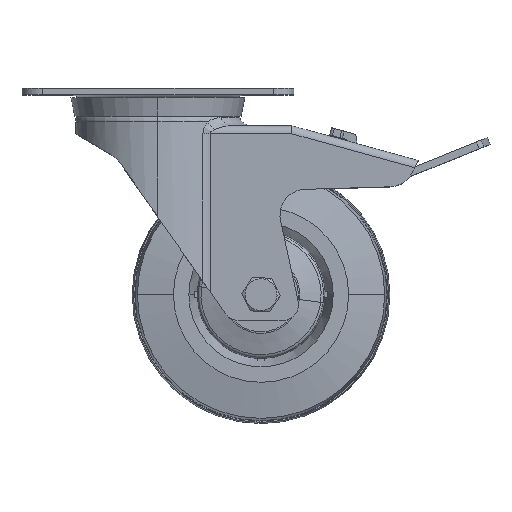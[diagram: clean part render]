
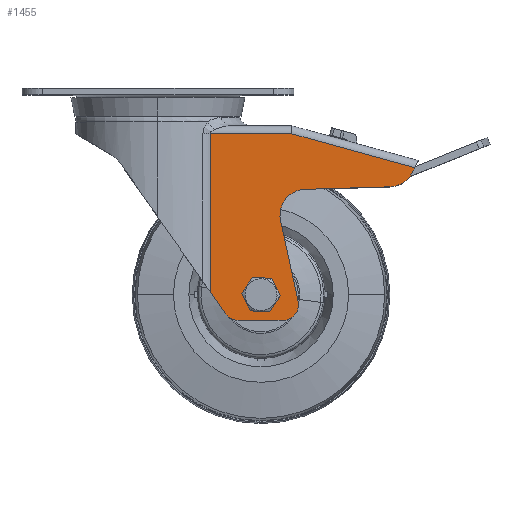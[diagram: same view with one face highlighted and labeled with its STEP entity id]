
A CAD part, top view. The second image highlights one B-rep face of the part: STEP entity #1455.
In plain terms, the highlighted planar face has unit normal (0, 0, 1).
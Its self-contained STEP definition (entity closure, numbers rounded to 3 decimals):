
#89 = CIRCLE ( 'NONE', #13658, 4.3 ) ;
#97 = DIRECTION ( 'NONE',  ( 0., -1., 0. ) ) ;
#370 = LINE ( 'NONE', #14072, #8082 ) ;
#426 = LINE ( 'NONE', #12711, #15647 ) ;
#427 = CARTESIAN_POINT ( 'NONE',  ( 79.8, -69.151, 26. ) ) ;
#668 = CIRCLE ( 'NONE', #6074, 10. ) ;
#691 = DIRECTION ( 'NONE',  ( 0., -1., 0. ) ) ;
#727 = DIRECTION ( 'NONE',  ( 0., -1., 0. ) ) ;
#1041 = CARTESIAN_POINT ( 'NONE',  ( 40., -78.75, 26. ) ) ;
#1167 = VECTOR ( 'NONE', #6404, 1000. ) ;
#1278 = ORIENTED_EDGE ( 'NONE', *, *, #6511, .T. ) ;
#1311 = CARTESIAN_POINT ( 'NONE',  ( 89.73, -26.93, 26. ) ) ;
#1384 = EDGE_LOOP ( 'NONE', ( #5111, #1739 ) ) ;
#1455 = ADVANCED_FACE ( 'NONE', ( #11058, #10024 ), #14874, .T. ) ;
#1494 = CARTESIAN_POINT ( 'NONE',  ( 57.041, -37.896, 26. ) ) ;
#1614 = VERTEX_POINT ( 'NONE', #11694 ) ;
#1730 = CARTESIAN_POINT ( 'NONE',  ( 36.313, 1.631, 26. ) ) ;
#1739 = ORIENTED_EDGE ( 'NONE', *, *, #13632, .F. ) ;
#1915 = ORIENTED_EDGE ( 'NONE', *, *, #14848, .T. ) ;
#1919 = AXIS2_PLACEMENT_3D ( 'NONE', #10702, #6943, #14274 ) ;
#1922 = CIRCLE ( 'NONE', #7109, 4.3 ) ;
#2026 = CARTESIAN_POINT ( 'NONE',  ( 35.7, -78.75, 26. ) ) ;
#2146 = AXIS2_PLACEMENT_3D ( 'NONE', #7739, #2975, #5381 ) ;
#2161 = VECTOR ( 'NONE', #7846, 1000. ) ;
#2175 = VERTEX_POINT ( 'NONE', #9510 ) ;
#2466 = VERTEX_POINT ( 'NONE', #6708 ) ;
#2563 = ORIENTED_EDGE ( 'NONE', *, *, #9249, .F. ) ;
#2714 = CARTESIAN_POINT ( 'NONE',  ( -32.002, -13.25, 26. ) ) ;
#2900 = CARTESIAN_POINT ( 'NONE',  ( 48.552, -82.75, 26. ) ) ;
#2975 = DIRECTION ( 'NONE',  ( 0., 0., 1. ) ) ;
#3313 = ORIENTED_EDGE ( 'NONE', *, *, #5225, .F. ) ;
#3332 = CARTESIAN_POINT ( 'NONE',  ( 48.552, -82.75, 26. ) ) ;
#3717 = EDGE_CURVE ( 'NONE', #6558, #1614, #15706, .T. ) ;
#3780 = DIRECTION ( 'NONE',  ( 0., 0., 1. ) ) ;
#3858 = VERTEX_POINT ( 'NONE', #9803 ) ;
#4202 = CIRCLE ( 'NONE', #2146, 10. ) ;
#4559 = CIRCLE ( 'NONE', #7938, 6. ) ;
#4596 = VERTEX_POINT ( 'NONE', #15351 ) ;
#4703 = VERTEX_POINT ( 'NONE', #13268 ) ;
#5038 = AXIS2_PLACEMENT_3D ( 'NONE', #2714, #11143, #7553 ) ;
#5067 = CARTESIAN_POINT ( 'NONE',  ( -31.201, -40.491, 26. ) ) ;
#5111 = ORIENTED_EDGE ( 'NONE', *, *, #10035, .F. ) ;
#5225 = EDGE_CURVE ( 'NONE', #10482, #4703, #4559, .T. ) ;
#5381 = DIRECTION ( 'NONE',  ( 0., -1., 0. ) ) ;
#5464 = VECTOR ( 'NONE', #9974, 1000. ) ;
#5951 = DIRECTION ( 'NONE',  ( 0., 0., 1. ) ) ;
#6074 = AXIS2_PLACEMENT_3D ( 'NONE', #1311, #6218, #97 ) ;
#6218 = DIRECTION ( 'NONE',  ( 0., 0., -1. ) ) ;
#6254 = AXIS2_PLACEMENT_3D ( 'NONE', #3332, #11698, #691 ) ;
#6286 = CARTESIAN_POINT ( 'NONE',  ( 51.203, -16.142, 26. ) ) ;
#6404 = DIRECTION ( 'NONE',  ( -0.447, -0.894, 0. ) ) ;
#6498 = ORIENTED_EDGE ( 'NONE', *, *, #13183, .F. ) ;
#6511 = EDGE_CURVE ( 'NONE', #6587, #9599, #426, .T. ) ;
#6514 = ORIENTED_EDGE ( 'NONE', *, *, #8200, .F. ) ;
#6558 = VERTEX_POINT ( 'NONE', #8020 ) ;
#6587 = VERTEX_POINT ( 'NONE', #13813 ) ;
#6708 = CARTESIAN_POINT ( 'NONE',  ( 20.199, -77.58, 26. ) ) ;
#6943 = DIRECTION ( 'NONE',  ( 0., 0., -1. ) ) ;
#7033 = ORIENTED_EDGE ( 'NONE', *, *, #3717, .F. ) ;
#7109 = AXIS2_PLACEMENT_3D ( 'NONE', #13005, #5951, #14340 ) ;
#7409 = CARTESIAN_POINT ( 'NONE',  ( 44.3, -78.75, 26. ) ) ;
#7420 = EDGE_CURVE ( 'NONE', #6558, #11543, #370, .T. ) ;
#7427 = LINE ( 'NONE', #14740, #8336 ) ;
#7500 = DIRECTION ( 'NONE',  ( 0., -1., 0. ) ) ;
#7553 = DIRECTION ( 'NONE',  ( 0., -1., 0. ) ) ;
#7590 = EDGE_LOOP ( 'NONE', ( #1278, #7882, #6514, #7033, #10419, #6498, #3313, #14429, #14345, #12194, #10861, #2563, #1915 ) ) ;
#7739 = CARTESIAN_POINT ( 'NONE',  ( 57.335, -47.892, 26. ) ) ;
#7846 = DIRECTION ( 'NONE',  ( -0.573, 0.82, 0. ) ) ;
#7882 = ORIENTED_EDGE ( 'NONE', *, *, #13595, .T. ) ;
#7938 = AXIS2_PLACEMENT_3D ( 'NONE', #2900, #14191, #727 ) ;
#8020 = CARTESIAN_POINT ( 'NONE',  ( 31.128, -88.75, 26. ) ) ;
#8082 = VECTOR ( 'NONE', #13835, 1000. ) ;
#8200 = EDGE_CURVE ( 'NONE', #1614, #2466, #10231, .T. ) ;
#8323 = CIRCLE ( 'NONE', #6254, 6. ) ;
#8336 = VECTOR ( 'NONE', #7500, 1000. ) ;
#8362 = VERTEX_POINT ( 'NONE', #2026 ) ;
#8779 = DIRECTION ( 'NONE',  ( 0., -1., 0. ) ) ;
#8907 = LINE ( 'NONE', #427, #1167 ) ;
#9249 = EDGE_CURVE ( 'NONE', #3858, #4596, #8907, .T. ) ;
#9510 = CARTESIAN_POINT ( 'NONE',  ( 90.024, -36.926, 26. ) ) ;
#9599 = VERTEX_POINT ( 'NONE', #14518 ) ;
#9803 = CARTESIAN_POINT ( 'NONE',  ( 99.632, -29.485, 26. ) ) ;
#9828 = EDGE_CURVE ( 'NONE', #4596, #2175, #668, .T. ) ;
#9969 = CARTESIAN_POINT ( 'NONE',  ( 47.564, -50.02, 26. ) ) ;
#9973 = CARTESIAN_POINT ( 'NONE',  ( 48.552, -88.75, 26. ) ) ;
#9974 = DIRECTION ( 'NONE',  ( -1., -0.029, 0. ) ) ;
#10024 = FACE_BOUND ( 'NONE', #1384, .T. ) ;
#10035 = EDGE_CURVE ( 'NONE', #14005, #8362, #1922, .T. ) ;
#10069 = CARTESIAN_POINT ( 'NONE',  ( -27.114, -9.836, 26. ) ) ;
#10231 = LINE ( 'NONE', #10069, #2161 ) ;
#10403 = DIRECTION ( 'NONE',  ( -1., 0., 0. ) ) ;
#10419 = ORIENTED_EDGE ( 'NONE', *, *, #7420, .T. ) ;
#10482 = VERTEX_POINT ( 'NONE', #15528 ) ;
#10610 = VECTOR ( 'NONE', #12356, 1000. ) ;
#10625 = EDGE_CURVE ( 'NONE', #14835, #10482, #13895, .T. ) ;
#10702 = CARTESIAN_POINT ( 'NONE',  ( 31.128, -82.75, 26. ) ) ;
#10861 = ORIENTED_EDGE ( 'NONE', *, *, #9828, .F. ) ;
#10908 = VECTOR ( 'NONE', #10991, 1000. ) ;
#10991 = DIRECTION ( 'NONE',  ( 0.213, -0.977, 0. ) ) ;
#11058 = FACE_OUTER_BOUND ( 'NONE', #7590, .T. ) ;
#11143 = DIRECTION ( 'NONE',  ( 0., 0., 1. ) ) ;
#11178 = LINE ( 'NONE', #5067, #5464 ) ;
#11543 = VERTEX_POINT ( 'NONE', #9973 ) ;
#11694 = CARTESIAN_POINT ( 'NONE',  ( 26.209, -86.186, 26. ) ) ;
#11698 = DIRECTION ( 'NONE',  ( 0., 0., -1. ) ) ;
#12194 = ORIENTED_EDGE ( 'NONE', *, *, #12848, .F. ) ;
#12356 = DIRECTION ( 'NONE',  ( -0.964, 0.266, 0. ) ) ;
#12403 = VERTEX_POINT ( 'NONE', #1494 ) ;
#12711 = CARTESIAN_POINT ( 'NONE',  ( -32.002, -16.25, 26. ) ) ;
#12848 = EDGE_CURVE ( 'NONE', #2175, #12403, #11178, .T. ) ;
#13005 = CARTESIAN_POINT ( 'NONE',  ( 40., -78.75, 26. ) ) ;
#13183 = EDGE_CURVE ( 'NONE', #4703, #11543, #8323, .T. ) ;
#13268 = CARTESIAN_POINT ( 'NONE',  ( 54.552, -82.75, 26. ) ) ;
#13595 = EDGE_CURVE ( 'NONE', #9599, #2466, #7427, .T. ) ;
#13632 = EDGE_CURVE ( 'NONE', #8362, #14005, #89, .T. ) ;
#13658 = AXIS2_PLACEMENT_3D ( 'NONE', #1041, #3780, #8779 ) ;
#13778 = EDGE_CURVE ( 'NONE', #12403, #14835, #4202, .T. ) ;
#13813 = CARTESIAN_POINT ( 'NONE',  ( 51.594, -16.25, 26. ) ) ;
#13835 = DIRECTION ( 'NONE',  ( 1., 0., 0. ) ) ;
#13895 = LINE ( 'NONE', #1730, #10908 ) ;
#14005 = VERTEX_POINT ( 'NONE', #7409 ) ;
#14072 = CARTESIAN_POINT ( 'NONE',  ( -32.002, -88.75, 26. ) ) ;
#14191 = DIRECTION ( 'NONE',  ( 0., 0., -1. ) ) ;
#14274 = DIRECTION ( 'NONE',  ( 0., -1., 0. ) ) ;
#14340 = DIRECTION ( 'NONE',  ( 0., -1., 0. ) ) ;
#14345 = ORIENTED_EDGE ( 'NONE', *, *, #13778, .F. ) ;
#14429 = ORIENTED_EDGE ( 'NONE', *, *, #10625, .F. ) ;
#14518 = CARTESIAN_POINT ( 'NONE',  ( 20.199, -16.25, 26. ) ) ;
#14573 = LINE ( 'NONE', #6286, #10610 ) ;
#14740 = CARTESIAN_POINT ( 'NONE',  ( 20.199, -13.25, 26. ) ) ;
#14835 = VERTEX_POINT ( 'NONE', #9969 ) ;
#14848 = EDGE_CURVE ( 'NONE', #3858, #6587, #14573, .T. ) ;
#14874 = PLANE ( 'NONE',  #5038 ) ;
#15351 = CARTESIAN_POINT ( 'NONE',  ( 98.674, -31.402, 26. ) ) ;
#15528 = CARTESIAN_POINT ( 'NONE',  ( 54.415, -81.473, 26. ) ) ;
#15647 = VECTOR ( 'NONE', #10403, 1000. ) ;
#15706 = CIRCLE ( 'NONE', #1919, 6. ) ;
